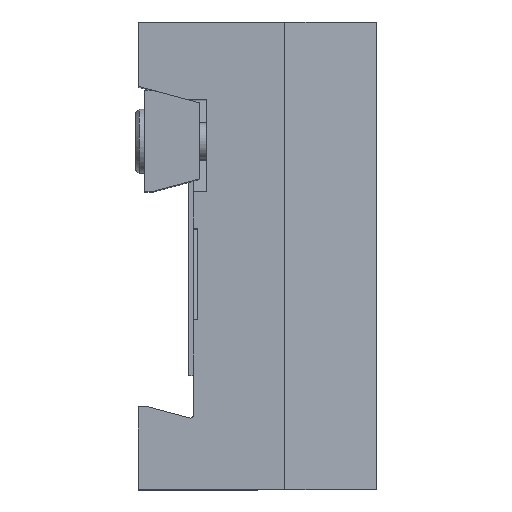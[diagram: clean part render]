
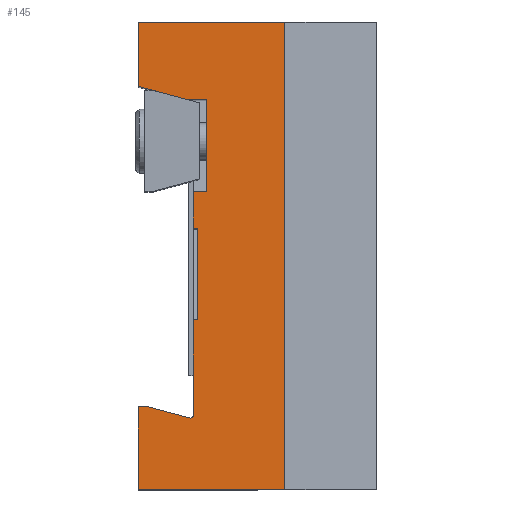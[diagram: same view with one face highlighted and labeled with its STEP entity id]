
A CAD part, top view. The second image highlights one B-rep face of the part: STEP entity #145.
In plain terms, the highlighted planar face has unit normal (0, 0, 1).
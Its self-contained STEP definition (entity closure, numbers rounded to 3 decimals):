
#109=CIRCLE('',#1776,0.3);
#145=ADVANCED_FACE('',(#316),#240,.T.);
#240=PLANE('',#1777);
#316=FACE_OUTER_BOUND('',#399,.T.);
#399=EDGE_LOOP('',(#577,#578,#579,#580,#581,#582,#583,#584,#585,#586,#587,
#588,#589,#590,#591,#592,#593));
#577=ORIENTED_EDGE('',*,*,#1187,.F.);
#578=ORIENTED_EDGE('',*,*,#1204,.T.);
#579=ORIENTED_EDGE('',*,*,#1192,.T.);
#580=ORIENTED_EDGE('',*,*,#1190,.F.);
#581=ORIENTED_EDGE('',*,*,#1141,.F.);
#582=ORIENTED_EDGE('',*,*,#1205,.F.);
#583=ORIENTED_EDGE('',*,*,#1206,.F.);
#584=ORIENTED_EDGE('',*,*,#1207,.F.);
#585=ORIENTED_EDGE('',*,*,#1208,.F.);
#586=ORIENTED_EDGE('',*,*,#1209,.F.);
#587=ORIENTED_EDGE('',*,*,#1210,.F.);
#588=ORIENTED_EDGE('',*,*,#1211,.F.);
#589=ORIENTED_EDGE('',*,*,#1212,.F.);
#590=ORIENTED_EDGE('',*,*,#1213,.T.);
#591=ORIENTED_EDGE('',*,*,#1214,.F.);
#592=ORIENTED_EDGE('',*,*,#1215,.F.);
#593=ORIENTED_EDGE('',*,*,#1216,.F.);
#984=VERTEX_POINT('',#2354);
#985=VERTEX_POINT('',#2356);
#1027=VERTEX_POINT('',#2448);
#1028=VERTEX_POINT('',#2450);
#1030=VERTEX_POINT('',#2456);
#1031=VERTEX_POINT('',#2460);
#1040=VERTEX_POINT('',#2483);
#1041=VERTEX_POINT('',#2485);
#1042=VERTEX_POINT('',#2487);
#1043=VERTEX_POINT('',#2489);
#1044=VERTEX_POINT('',#2491);
#1045=VERTEX_POINT('',#2493);
#1046=VERTEX_POINT('',#2495);
#1047=VERTEX_POINT('',#2497);
#1048=VERTEX_POINT('',#2499);
#1049=VERTEX_POINT('',#2501);
#1050=VERTEX_POINT('',#2503);
#1141=EDGE_CURVE('',#984,#985,#1380,.T.);
#1187=EDGE_CURVE('',#1027,#1028,#1422,.T.);
#1190=EDGE_CURVE('',#985,#1030,#1425,.T.);
#1192=EDGE_CURVE('',#1031,#1030,#1427,.T.);
#1204=EDGE_CURVE('',#1027,#1031,#1438,.T.);
#1205=EDGE_CURVE('',#1040,#984,#1439,.T.);
#1206=EDGE_CURVE('',#1041,#1040,#1440,.T.);
#1207=EDGE_CURVE('',#1042,#1041,#1441,.T.);
#1208=EDGE_CURVE('',#1043,#1042,#1442,.T.);
#1209=EDGE_CURVE('',#1044,#1043,#1443,.T.);
#1210=EDGE_CURVE('',#1045,#1044,#1444,.T.);
#1211=EDGE_CURVE('',#1046,#1045,#1445,.T.);
#1212=EDGE_CURVE('',#1047,#1046,#1446,.T.);
#1213=EDGE_CURVE('',#1047,#1048,#109,.T.);
#1214=EDGE_CURVE('',#1049,#1048,#1447,.T.);
#1215=EDGE_CURVE('',#1050,#1049,#1448,.T.);
#1216=EDGE_CURVE('',#1028,#1050,#1449,.T.);
#1380=LINE('',#2355,#1573);
#1422=LINE('',#2449,#1615);
#1425=LINE('',#2455,#1618);
#1427=LINE('',#2459,#1620);
#1438=LINE('',#2481,#1631);
#1439=LINE('',#2482,#1632);
#1440=LINE('',#2484,#1633);
#1441=LINE('',#2486,#1634);
#1442=LINE('',#2488,#1635);
#1443=LINE('',#2490,#1636);
#1444=LINE('',#2492,#1637);
#1445=LINE('',#2494,#1638);
#1446=LINE('',#2496,#1639);
#1447=LINE('',#2500,#1640);
#1448=LINE('',#2502,#1641);
#1449=LINE('',#2504,#1642);
#1573=VECTOR('',#1898,1.);
#1615=VECTOR('',#1958,1.);
#1618=VECTOR('',#1963,1.);
#1620=VECTOR('',#1967,1.);
#1631=VECTOR('',#1982,1.);
#1632=VECTOR('',#1983,1.);
#1633=VECTOR('',#1984,1.);
#1634=VECTOR('',#1985,1.);
#1635=VECTOR('',#1986,1.);
#1636=VECTOR('',#1987,1.);
#1637=VECTOR('',#1988,1.);
#1638=VECTOR('',#1989,1.);
#1639=VECTOR('',#1990,1.);
#1640=VECTOR('',#1993,1.);
#1641=VECTOR('',#1994,1.);
#1642=VECTOR('',#1995,1.);
#1776=AXIS2_PLACEMENT_3D('',#2498,#1991,#1992);
#1777=AXIS2_PLACEMENT_3D('',#2505,#1996,#1997);
#1898=DIRECTION('',(-0.966,0.259,0.));
#1958=DIRECTION('',(-1.,0.,0.));
#1963=DIRECTION('',(0.,1.,0.));
#1967=DIRECTION('',(-1.,0.,0.));
#1982=DIRECTION('',(0.,1.,0.));
#1983=DIRECTION('',(-1.,0.,0.));
#1984=DIRECTION('',(0.,1.,0.));
#1985=DIRECTION('',(1.,0.,0.));
#1986=DIRECTION('',(0.,1.,0.));
#1987=DIRECTION('',(-1.,0.,0.));
#1988=DIRECTION('',(0.,1.,0.));
#1989=DIRECTION('',(1.,0.,0.));
#1990=DIRECTION('',(0.,1.,0.));
#1991=DIRECTION('',(0.,0.,-1.));
#1992=DIRECTION('',(1.,0.,0.));
#1993=DIRECTION('',(0.966,-0.259,0.));
#1994=DIRECTION('',(1.,0.,0.));
#1995=DIRECTION('',(0.,1.,0.));
#1996=DIRECTION('',(0.,0.,1.));
#1997=DIRECTION('',(1.,0.,0.));
#2354=CARTESIAN_POINT('',(-67.5,13.,77.8));
#2355=CARTESIAN_POINT('',(-67.5,13.,77.8));
#2356=CARTESIAN_POINT('',(-73.,14.474,77.8));
#2448=CARTESIAN_POINT('',(-57.,-29.5,77.8));
#2449=CARTESIAN_POINT('',(-47.,-29.5,77.8));
#2450=CARTESIAN_POINT('',(-73.,-29.5,77.8));
#2455=CARTESIAN_POINT('',(-73.,-29.5,77.8));
#2456=CARTESIAN_POINT('',(-73.,21.5,77.8));
#2459=CARTESIAN_POINT('',(-47.,21.5,77.8));
#2460=CARTESIAN_POINT('',(-57.,21.5,77.8));
#2481=CARTESIAN_POINT('',(-57.,21.5,77.8));
#2482=CARTESIAN_POINT('',(-65.5,13.,77.8));
#2483=CARTESIAN_POINT('',(-65.5,13.,77.8));
#2484=CARTESIAN_POINT('',(-65.5,3.,77.8));
#2485=CARTESIAN_POINT('',(-65.5,3.,77.8));
#2486=CARTESIAN_POINT('',(-67.,3.,77.8));
#2487=CARTESIAN_POINT('',(-67.,3.,77.8));
#2488=CARTESIAN_POINT('',(-67.,-1.,77.8));
#2489=CARTESIAN_POINT('',(-67.,-1.,77.8));
#2490=CARTESIAN_POINT('',(-66.5,-1.,77.8));
#2491=CARTESIAN_POINT('',(-66.5,-1.,77.8));
#2492=CARTESIAN_POINT('',(-66.5,-11.,77.8));
#2493=CARTESIAN_POINT('',(-66.5,-11.,77.8));
#2494=CARTESIAN_POINT('',(-67.,-11.,77.8));
#2495=CARTESIAN_POINT('',(-67.,-11.,77.8));
#2496=CARTESIAN_POINT('',(-67.,-21.811,77.8));
#2497=CARTESIAN_POINT('',(-67.,-21.42,77.8));
#2498=CARTESIAN_POINT('',(-67.3,-21.42,77.8));
#2499=CARTESIAN_POINT('',(-67.378,-21.709,77.8));
#2500=CARTESIAN_POINT('',(-71.891,-20.5,77.8));
#2501=CARTESIAN_POINT('',(-71.891,-20.5,77.8));
#2502=CARTESIAN_POINT('',(-73.,-20.5,77.8));
#2503=CARTESIAN_POINT('',(-73.,-20.5,77.8));
#2504=CARTESIAN_POINT('',(-73.,-29.5,77.8));
#2505=CARTESIAN_POINT('',(-47.,-29.5,77.8));
